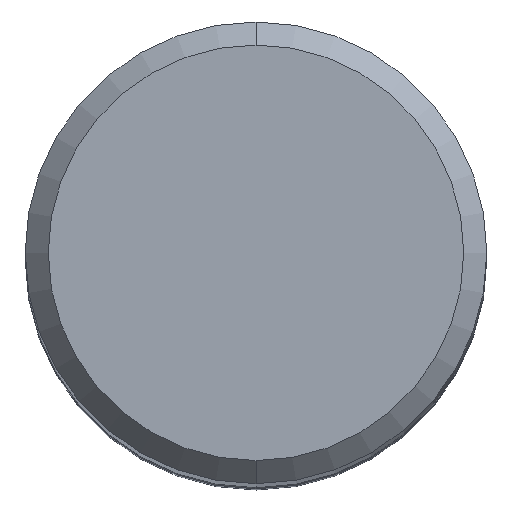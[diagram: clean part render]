
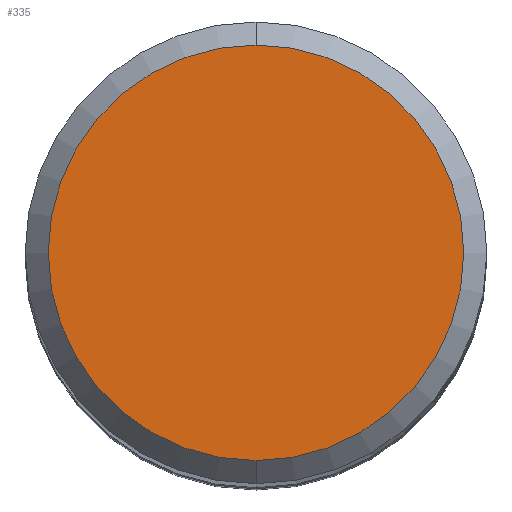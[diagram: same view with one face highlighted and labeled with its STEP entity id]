
A CAD part, top view. The second image highlights one B-rep face of the part: STEP entity #335.
In plain terms, the highlighted planar face has unit normal (0, 0, 1).
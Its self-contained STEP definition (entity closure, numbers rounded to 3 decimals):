
#233=EDGE_CURVE('',#307,#285,#547,.T.);
#285=VERTEX_POINT('',#602);
#307=VERTEX_POINT('',#626);
#335=ADVANCED_FACE('',(#657),#658,.T.);
#461=EDGE_CURVE('',#285,#307,#797,.T.);
#547=CIRCLE('',#921,3.6);
#602=CARTESIAN_POINT('',(0.,-3.6,0.0));
#626=CARTESIAN_POINT('',(0.0,3.6,0.0));
#657=FACE_OUTER_BOUND('',#1117,.T.);
#658=PLANE('',#1118);
#797=CIRCLE('',#1422,3.6);
#921=AXIS2_PLACEMENT_3D('',#1541,#1542,#1543);
#1117=EDGE_LOOP('',(#1650,#1651));
#1118=AXIS2_PLACEMENT_3D('',#1652,#1653,#1654);
#1422=AXIS2_PLACEMENT_3D('',#1810,#1811,#1812);
#1541=CARTESIAN_POINT('',(0.0,0.0,0.0));
#1542=DIRECTION('',(0.0,0.0,-1.0));
#1543=DIRECTION('',(0.0,1.0,0.0));
#1650=ORIENTED_EDGE('',*,*,#233,.F.);
#1651=ORIENTED_EDGE('',*,*,#461,.F.);
#1652=CARTESIAN_POINT('',(0.0,1.8,0.0));
#1653=DIRECTION('',(-0.0,0.0,1.0));
#1654=DIRECTION('',(0.0,-1.0,0.0));
#1810=CARTESIAN_POINT('',(0.0,0.0,0.0));
#1811=DIRECTION('',(0.0,0.0,-1.0));
#1812=DIRECTION('',(0.0,1.0,0.0));
